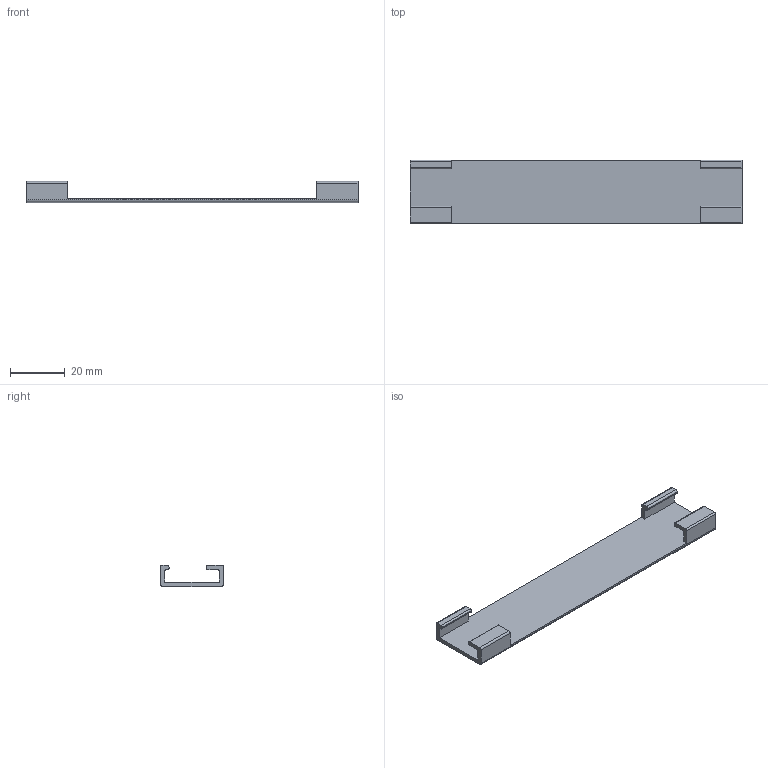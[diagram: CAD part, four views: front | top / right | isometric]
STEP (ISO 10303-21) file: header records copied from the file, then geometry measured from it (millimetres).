
FILE_DESCRIPTION(/* description */ ('STEP AP242','CAx-IF Rec.Pracs.---Representation and Presentation of Product Manufacturing Information (PMI)---4.0---2014-10-13','CAx-IF Rec.Pracs.---3D Tessellated Geometry---0.4---2014-09-14','2;1'),/* implementation_level */ '2;1');
FILE_NAME(/* name */ '65072b4172db3c731d5d543a',/* time_stamp */ '2023-09-17T16:37:22Z',/* author */ (''),/* organization */ (''),/* preprocessor_version */ 'ST-DEVELOPER v19.4',/* originating_system */ ' ',/* authorisation */ ' ');
FILE_SCHEMA (('AP242_MANAGED_MODEL_BASED_3D_ENGINEERING_MIM_LF { 1 0 10303 442 1 1 4 }'));
Length unit declared in the file: metre
Products named in the file (15): Part 15; Part 14; Part 13; Part 12; Part 11; Part 10; Part 9; Part 8; Part 7; Part 6; Part 4; Part 5; Part 2; Part 3; Part 1
Bounding box: 121.29 x 23.2 x 7.7 mm (x, y, z)
Volume: 5333.8 mm3; surface area: 9069.8 mm2
Topology: 15 solids, 15 shells, 480 faces, 1302 edges, 868 vertices
Faces by surface type: plane 408, bspline 54, cylinder 18
Entity records: 15419 total; most frequent: CARTESIAN_POINT 3259, ORIENTED_EDGE 2604, DIRECTION 2112, EDGE_CURVE 1302, LINE 1158, VECTOR 1158, VERTEX_POINT 868, EDGE_LOOP 500
